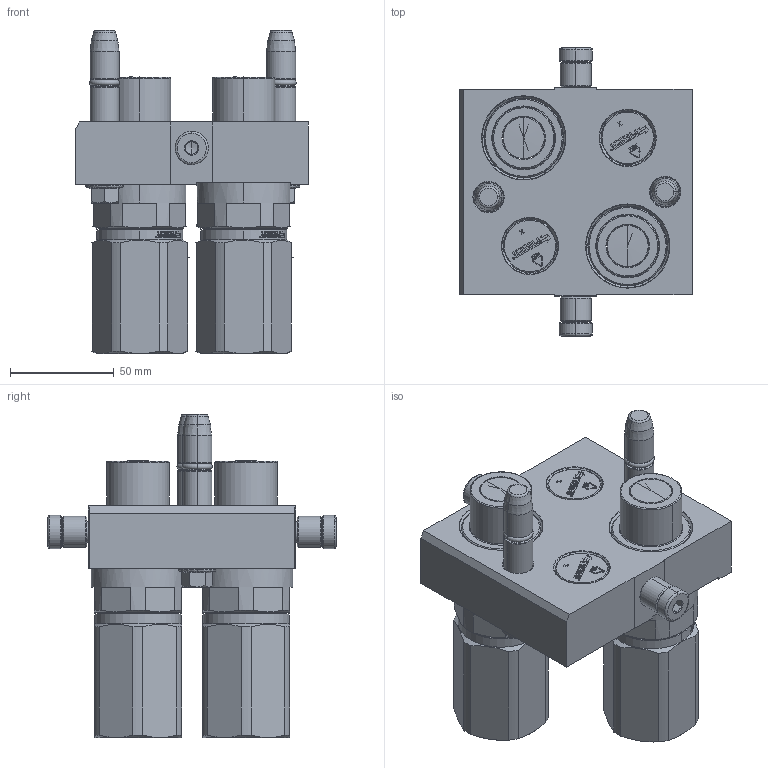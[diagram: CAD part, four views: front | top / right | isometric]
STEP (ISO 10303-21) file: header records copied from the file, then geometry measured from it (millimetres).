
FILE_DESCRIPTION (( 'STEP AP214' ), '1' );
FILE_NAME ('FASTER.step', '2025-02-25T14:19:29', ( '' ), ( '' ), 'SwSTEP 2.0', 'SolidWorks 2017', '' );
FILE_SCHEMA (( 'AUTOMOTIVE_DESIGN' ));
Length unit declared in the file: millimetre
Products named in the file (12): TAPPO_12; 4830_013_3000_030; 3ffnp34-34s_m; or2_62x9_19_m; 4830_021_0000_000; 4830_010_0000_032; 4830_028_1000_011; P510_M_BASE; et002; FASTER; 1540_080_0008_000
Assembly tree (18 placements, depth 3):
  FASTER
    P510_M_BASE
      4830_010_0000_032
      4830_013_3000_030  x2
      4830_028_1000_011  x2
      4830_021_0000_000  x2
      1540_080_0008_000  x2
      or2_62x9_19_m  x2
    3ffnp34-34s_m  x2
      3ffnp34-34s_m
    TAPPO_12  x2
    et002
Bounding box: 112.3 x 138.6 x 155.35 mm (x, y, z)
Volume: 25966.9 mm3; surface area: 130657.9 mm2
Topology: 7 solids, 40 shells, 2423 faces, 6910 edges, 4548 vertices
Faces by surface type: plane 1502, cylinder 433, cone 262, torus 148, bspline 78
Entity records: 66281 total; most frequent: CARTESIAN_POINT 16584, ORIENTED_EDGE 8919, DIRECTION 8245, EDGE_CURVE 4656, VECTOR 3347, LINE 3347, VERTEX_POINT 3074, AXIS2_PLACEMENT_3D 2449
